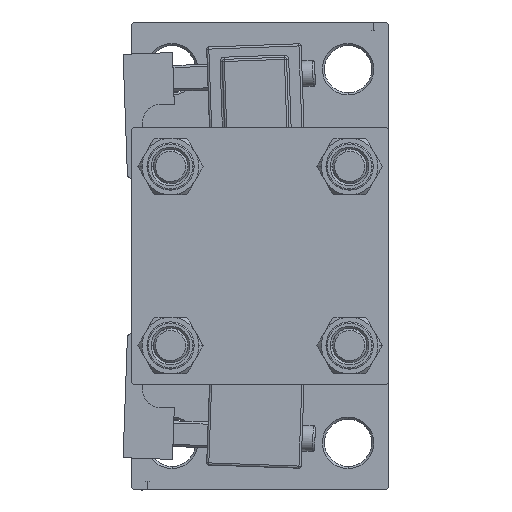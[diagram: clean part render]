
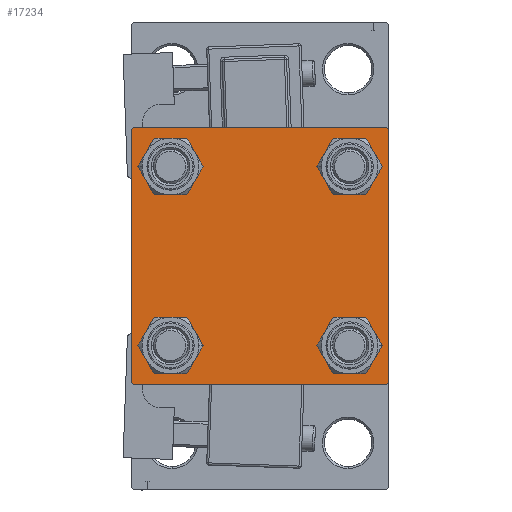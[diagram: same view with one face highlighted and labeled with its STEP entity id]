
A CAD part, left-side view. The second image highlights one B-rep face of the part: STEP entity #17234.
In plain terms, the highlighted planar face has unit normal (-1, 0, 0).
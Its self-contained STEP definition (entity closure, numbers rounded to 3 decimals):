
#17 = CARTESIAN_POINT ( 'NONE',  ( 0., -20.85, -25.35 ) ) ;
#351 = CIRCLE ( 'NONE', #29333, 4.5 ) ;
#631 = CARTESIAN_POINT ( 'NONE',  ( 0., 20.85, -20.85 ) ) ;
#1262 = DIRECTION ( 'NONE',  ( 0., 0., 1. ) ) ;
#1702 = EDGE_CURVE ( 'NONE', #7529, #33860, #351, .T. ) ;
#1855 = VERTEX_POINT ( 'NONE', #38418 ) ;
#1919 = AXIS2_PLACEMENT_3D ( 'NONE', #37986, #30172, #34344 ) ;
#1946 = DIRECTION ( 'NONE',  ( 0., 0.707, -0.707 ) ) ;
#3282 = CARTESIAN_POINT ( 'NONE',  ( 0., 20.85, -25.35 ) ) ;
#3913 = EDGE_CURVE ( 'NONE', #33860, #7529, #30299, .T. ) ;
#3975 = VECTOR ( 'NONE', #12702, 1000. ) ;
#4127 = CARTESIAN_POINT ( 'NONE',  ( 0., -20.85, 20.85 ) ) ;
#4234 = DIRECTION ( 'NONE',  ( 1., 0., 0. ) ) ;
#5142 = EDGE_CURVE ( 'NONE', #25382, #15650, #13761, .T. ) ;
#5443 = CARTESIAN_POINT ( 'NONE',  ( 0., 30., 30. ) ) ;
#5504 = ORIENTED_EDGE ( 'NONE', *, *, #18102, .T. ) ;
#6085 = FACE_BOUND ( 'NONE', #12609, .T. ) ;
#6192 = CIRCLE ( 'NONE', #35990, 4.5 ) ;
#6434 = EDGE_CURVE ( 'NONE', #7833, #42682, #32205, .T. ) ;
#6856 = CARTESIAN_POINT ( 'NONE',  ( 0., 30., 30. ) ) ;
#7529 = VERTEX_POINT ( 'NONE', #17 ) ;
#7819 = DIRECTION ( 'NONE',  ( 0., 0., 1. ) ) ;
#7833 = VERTEX_POINT ( 'NONE', #17286 ) ;
#8708 = LINE ( 'NONE', #24512, #11924 ) ;
#8915 = CARTESIAN_POINT ( 'NONE',  ( 0., -30., 30. ) ) ;
#9611 = DIRECTION ( 'NONE',  ( 0., 0., 1. ) ) ;
#9738 = DIRECTION ( 'NONE',  ( -1., 0., 0. ) ) ;
#9900 = CARTESIAN_POINT ( 'NONE',  ( 0., -30., 29.5 ) ) ;
#10275 = VERTEX_POINT ( 'NONE', #9900 ) ;
#10567 = CARTESIAN_POINT ( 'NONE',  ( 0., 20.85, 25.35 ) ) ;
#11019 = DIRECTION ( 'NONE',  ( 0., -0.707, 0.707 ) ) ;
#11924 = VECTOR ( 'NONE', #1946, 1000. ) ;
#12609 = EDGE_LOOP ( 'NONE', ( #51017, #50110 ) ) ;
#12622 = ORIENTED_EDGE ( 'NONE', *, *, #23472, .F. ) ;
#12702 = DIRECTION ( 'NONE',  ( 0., 0., -1. ) ) ;
#13623 = FACE_BOUND ( 'NONE', #51241, .T. ) ;
#13761 = CIRCLE ( 'NONE', #43568, 4.5 ) ;
#13829 = VECTOR ( 'NONE', #16945, 1000. ) ;
#13928 = EDGE_CURVE ( 'NONE', #42682, #49402, #17137, .T. ) ;
#14499 = AXIS2_PLACEMENT_3D ( 'NONE', #29163, #9738, #49418 ) ;
#14549 = LINE ( 'NONE', #50334, #40230 ) ;
#14583 = AXIS2_PLACEMENT_3D ( 'NONE', #43354, #35326, #7819 ) ;
#15153 = DIRECTION ( 'NONE',  ( 0., 0., 1. ) ) ;
#15415 = VECTOR ( 'NONE', #38258, 1000. ) ;
#15650 = VERTEX_POINT ( 'NONE', #35351 ) ;
#16158 = EDGE_CURVE ( 'NONE', #15650, #25382, #6192, .T. ) ;
#16207 = CARTESIAN_POINT ( 'NONE',  ( 0., -20.85, 20.85 ) ) ;
#16579 = CIRCLE ( 'NONE', #39807, 4.5 ) ;
#16945 = DIRECTION ( 'NONE',  ( 0., 0., -1. ) ) ;
#17134 = VERTEX_POINT ( 'NONE', #3282 ) ;
#17137 = LINE ( 'NONE', #22244, #33397 ) ;
#17234 = ADVANCED_FACE ( 'NONE', ( #33580, #6085, #29689, #13623, #33317 ), #36973, .T. ) ;
#17286 = CARTESIAN_POINT ( 'NONE',  ( 0., 30., -29.5 ) ) ;
#18050 = ORIENTED_EDGE ( 'NONE', *, *, #13928, .T. ) ;
#18102 = EDGE_CURVE ( 'NONE', #30005, #25228, #8708, .T. ) ;
#18815 = LINE ( 'NONE', #46563, #31977 ) ;
#20220 = ORIENTED_EDGE ( 'NONE', *, *, #22538, .T. ) ;
#20861 = EDGE_CURVE ( 'NONE', #17134, #21552, #28567, .T. ) ;
#21170 = VERTEX_POINT ( 'NONE', #37323 ) ;
#21236 = ORIENTED_EDGE ( 'NONE', *, *, #22387, .F. ) ;
#21470 = VERTEX_POINT ( 'NONE', #28690 ) ;
#21552 = VERTEX_POINT ( 'NONE', #37519 ) ;
#22244 = CARTESIAN_POINT ( 'NONE',  ( 0., 30., -30. ) ) ;
#22387 = EDGE_CURVE ( 'NONE', #30005, #1855, #22424, .T. ) ;
#22424 = LINE ( 'NONE', #6856, #15415 ) ;
#22538 = EDGE_CURVE ( 'NONE', #44021, #21170, #35345, .T. ) ;
#23209 = DIRECTION ( 'NONE',  ( 1., 0., 0. ) ) ;
#23301 = EDGE_CURVE ( 'NONE', #49402, #21470, #18815, .T. ) ;
#23472 = EDGE_CURVE ( 'NONE', #10275, #21470, #25493, .T. ) ;
#23914 = CARTESIAN_POINT ( 'NONE',  ( 0., -20.85, -20.85 ) ) ;
#24512 = CARTESIAN_POINT ( 'NONE',  ( 0., 29.75, 29.75 ) ) ;
#24681 = DIRECTION ( 'NONE',  ( 0., -0.707, -0.707 ) ) ;
#25228 = VERTEX_POINT ( 'NONE', #36820 ) ;
#25382 = VERTEX_POINT ( 'NONE', #42249 ) ;
#25493 = LINE ( 'NONE', #8915, #13829 ) ;
#26173 = AXIS2_PLACEMENT_3D ( 'NONE', #35394, #4234, #15153 ) ;
#26221 = EDGE_CURVE ( 'NONE', #25228, #7833, #32661, .T. ) ;
#26754 = CIRCLE ( 'NONE', #1919, 4.5 ) ;
#28296 = DIRECTION ( 'NONE',  ( 1., 0., 0. ) ) ;
#28367 = EDGE_LOOP ( 'NONE', ( #32825, #36768 ) ) ;
#28567 = CIRCLE ( 'NONE', #45192, 4.5 ) ;
#28690 = CARTESIAN_POINT ( 'NONE',  ( 0., -30., -29.5 ) ) ;
#29163 = CARTESIAN_POINT ( 'NONE',  ( 0., 0., 0. ) ) ;
#29333 = AXIS2_PLACEMENT_3D ( 'NONE', #23914, #28296, #39754 ) ;
#29689 = FACE_BOUND ( 'NONE', #28367, .T. ) ;
#29943 = ORIENTED_EDGE ( 'NONE', *, *, #6434, .T. ) ;
#30005 = VERTEX_POINT ( 'NONE', #30317 ) ;
#30086 = DIRECTION ( 'NONE',  ( 0., 0.707, 0.707 ) ) ;
#30172 = DIRECTION ( 'NONE',  ( 1., 0., 0. ) ) ;
#30299 = CIRCLE ( 'NONE', #14583, 4.5 ) ;
#30317 = CARTESIAN_POINT ( 'NONE',  ( 0., 29.5, 30. ) ) ;
#30522 = CARTESIAN_POINT ( 'NONE',  ( 0., 20.85, 20.85 ) ) ;
#31977 = VECTOR ( 'NONE', #11019, 1000. ) ;
#32205 = LINE ( 'NONE', #33235, #38649 ) ;
#32234 = ORIENTED_EDGE ( 'NONE', *, *, #16158, .T. ) ;
#32661 = LINE ( 'NONE', #5443, #3975 ) ;
#32776 = DIRECTION ( 'NONE',  ( 0., 0., 1. ) ) ;
#32825 = ORIENTED_EDGE ( 'NONE', *, *, #41163, .T. ) ;
#33235 = CARTESIAN_POINT ( 'NONE',  ( 0., 29.75, -29.75 ) ) ;
#33317 = FACE_OUTER_BOUND ( 'NONE', #45798, .T. ) ;
#33333 = CARTESIAN_POINT ( 'NONE',  ( 0., -20.85, -16.35 ) ) ;
#33397 = VECTOR ( 'NONE', #38076, 1000. ) ;
#33580 = FACE_BOUND ( 'NONE', #33647, .T. ) ;
#33647 = EDGE_LOOP ( 'NONE', ( #32234, #45047 ) ) ;
#33860 = VERTEX_POINT ( 'NONE', #33333 ) ;
#34344 = DIRECTION ( 'NONE',  ( 0., 0., 1. ) ) ;
#34725 = EDGE_CURVE ( 'NONE', #21170, #44021, #16579, .T. ) ;
#35326 = DIRECTION ( 'NONE',  ( 1., 0., 0. ) ) ;
#35345 = CIRCLE ( 'NONE', #26173, 4.5 ) ;
#35351 = CARTESIAN_POINT ( 'NONE',  ( 0., -20.85, 25.35 ) ) ;
#35394 = CARTESIAN_POINT ( 'NONE',  ( 0., 20.85, 20.85 ) ) ;
#35990 = AXIS2_PLACEMENT_3D ( 'NONE', #4127, #36795, #1262 ) ;
#36219 = ORIENTED_EDGE ( 'NONE', *, *, #26221, .T. ) ;
#36768 = ORIENTED_EDGE ( 'NONE', *, *, #20861, .T. ) ;
#36795 = DIRECTION ( 'NONE',  ( 1., 0., 0. ) ) ;
#36820 = CARTESIAN_POINT ( 'NONE',  ( 0., 30., 29.5 ) ) ;
#36973 = PLANE ( 'NONE',  #14499 ) ;
#37323 = CARTESIAN_POINT ( 'NONE',  ( 0., 20.85, 16.35 ) ) ;
#37519 = CARTESIAN_POINT ( 'NONE',  ( 0., 20.85, -16.35 ) ) ;
#37986 = CARTESIAN_POINT ( 'NONE',  ( 0., 20.85, -20.85 ) ) ;
#38076 = DIRECTION ( 'NONE',  ( 0., -1., 0. ) ) ;
#38258 = DIRECTION ( 'NONE',  ( 0., -1., 0. ) ) ;
#38418 = CARTESIAN_POINT ( 'NONE',  ( 0., -29.5, 30. ) ) ;
#38649 = VECTOR ( 'NONE', #24681, 1000. ) ;
#39754 = DIRECTION ( 'NONE',  ( 0., 0., 1. ) ) ;
#39807 = AXIS2_PLACEMENT_3D ( 'NONE', #30522, #50498, #9611 ) ;
#40056 = DIRECTION ( 'NONE',  ( 1., 0., 0. ) ) ;
#40230 = VECTOR ( 'NONE', #30086, 1000. ) ;
#41163 = EDGE_CURVE ( 'NONE', #21552, #17134, #26754, .T. ) ;
#42249 = CARTESIAN_POINT ( 'NONE',  ( 0., -20.85, 16.35 ) ) ;
#42313 = CARTESIAN_POINT ( 'NONE',  ( 0., 29.5, -30. ) ) ;
#42682 = VERTEX_POINT ( 'NONE', #42313 ) ;
#43191 = DIRECTION ( 'NONE',  ( 0., 0., 1. ) ) ;
#43354 = CARTESIAN_POINT ( 'NONE',  ( 0., -20.85, -20.85 ) ) ;
#43568 = AXIS2_PLACEMENT_3D ( 'NONE', #16207, #23209, #43191 ) ;
#44021 = VERTEX_POINT ( 'NONE', #10567 ) ;
#44826 = ORIENTED_EDGE ( 'NONE', *, *, #34725, .T. ) ;
#45047 = ORIENTED_EDGE ( 'NONE', *, *, #5142, .T. ) ;
#45192 = AXIS2_PLACEMENT_3D ( 'NONE', #631, #40056, #32776 ) ;
#45531 = ORIENTED_EDGE ( 'NONE', *, *, #49618, .T. ) ;
#45798 = EDGE_LOOP ( 'NONE', ( #36219, #29943, #18050, #45808, #12622, #45531, #21236, #5504 ) ) ;
#45808 = ORIENTED_EDGE ( 'NONE', *, *, #23301, .T. ) ;
#46270 = CARTESIAN_POINT ( 'NONE',  ( 0., -29.5, -30. ) ) ;
#46563 = CARTESIAN_POINT ( 'NONE',  ( 0., -29.75, -29.75 ) ) ;
#49402 = VERTEX_POINT ( 'NONE', #46270 ) ;
#49418 = DIRECTION ( 'NONE',  ( 0., 0., 1. ) ) ;
#49618 = EDGE_CURVE ( 'NONE', #10275, #1855, #14549, .T. ) ;
#50110 = ORIENTED_EDGE ( 'NONE', *, *, #1702, .T. ) ;
#50334 = CARTESIAN_POINT ( 'NONE',  ( 0., -29.75, 29.75 ) ) ;
#50498 = DIRECTION ( 'NONE',  ( 1., 0., 0. ) ) ;
#51017 = ORIENTED_EDGE ( 'NONE', *, *, #3913, .T. ) ;
#51241 = EDGE_LOOP ( 'NONE', ( #20220, #44826 ) ) ;
